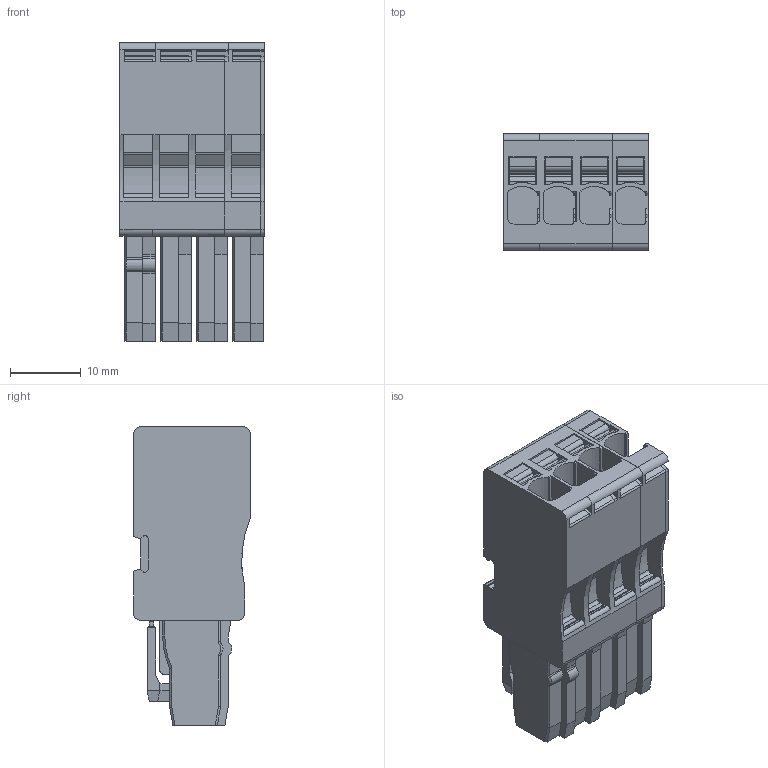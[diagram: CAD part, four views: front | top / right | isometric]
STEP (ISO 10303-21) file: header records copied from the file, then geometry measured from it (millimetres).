
FILE_DESCRIPTION(('CATIA V5R24 STEP','CAx-IF Rec.Pracs.--- Model Styling and Organization---1.2---2011-12-15'),'2;1');
FILE_NAME ('8655159_2', '2017-07-04T06:58:03+00:00', ('Weidmueller Interface'), ('Weidmueller'), 'CATIA Version 5-6 Release 2014 SP4 HF52', 'CATIA V5 STEP AP214', 'none');
FILE_SCHEMA(('AUTOMOTIVE_DESIGN { 1 0 10303 214 1 1 1 1 }'));
Length unit declared in the file: millimetre
Products named in the file (1): 1513790000_APG_2-5_4_3BG_GN
Bounding box: 20.4 x 16.5 x 42.25 mm (x, y, z)
Volume: 9702.9 mm3; surface area: 7826.7 mm2
Topology: 7 solids, 7 shells, 1237 faces, 3459 edges, 2265 vertices
Faces by surface type: plane 671, cylinder 451, extrusion 52, cone 35, torus 28
Entity records: 40911 total; most frequent: CARTESIAN_POINT 8810, ORIENTED_EDGE 6918, DIRECTION 5399, EDGE_CURVE 3459, VECTOR 2453, LINE 2401, VERTEX_POINT 2265, AXIS2_PLACEMENT_3D 1893
